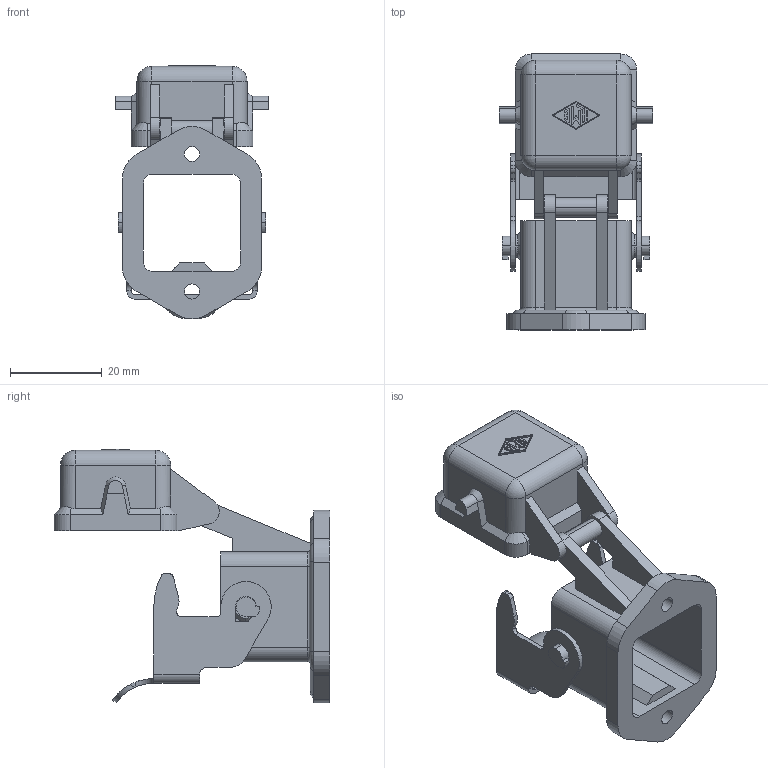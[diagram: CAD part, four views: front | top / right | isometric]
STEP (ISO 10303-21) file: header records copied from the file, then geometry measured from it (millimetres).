
FILE_DESCRIPTION(('Creo Elements/Direct Modeling STEP Export'),'2;1');
FILE_NAME('CKA_03_ILS.stp','2012-11-29T15:15:03',(''),(''),'Creo Elements/Direct Modeling STEP processor for AP214 (Solid Model)','Creo Elements/Direct Modeling 18.0B 02-Dec-2011 (C) Parametric Technology GmbH','');
FILE_SCHEMA(('AUTOMOTIVE_DESIGN { 1 0 10303 214 1 1 1 1 }'));
Length unit declared in the file: millimetre
Products named in the file (2): CKA_03_ILS
Assembly tree (1 placements, depth 2):
  CKA_03_ILS
    CKA_03_ILS
Bounding box: 33.5 x 60.15 x 55.4 mm (x, y, z)
Volume: 10284.2 mm3; surface area: 13340.1 mm2
Topology: 1 solids, 1 shells, 331 faces, 887 edges, 565 vertices
Faces by surface type: plane 167, cylinder 133, cone 13, torus 10, sphere 8
Entity records: 10768 total; most frequent: CARTESIAN_POINT 1884, ORIENTED_EDGE 1758, DIRECTION 1686, EDGE_CURVE 879, AXIS2_PLACEMENT_3D 575, VERTEX_POINT 565, VECTOR 536, LINE 536
